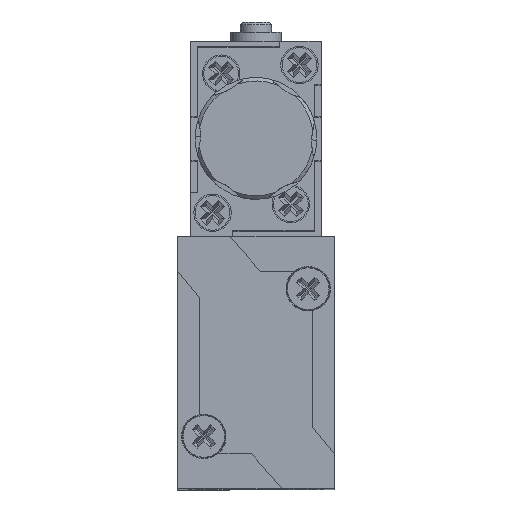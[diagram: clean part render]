
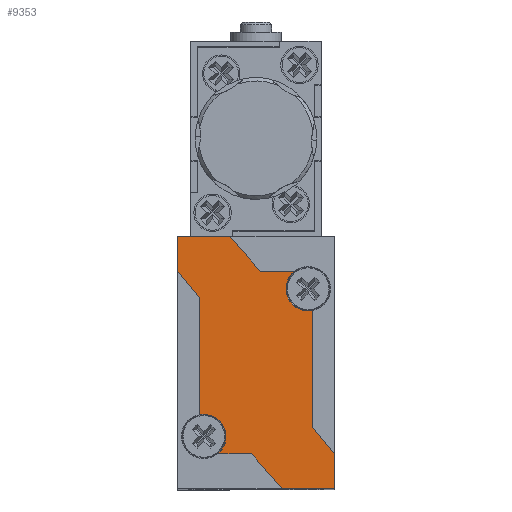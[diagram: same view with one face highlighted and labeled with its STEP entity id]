
A CAD part, top view. The second image highlights one B-rep face of the part: STEP entity #9353.
In plain terms, the highlighted planar face has unit normal (0, 0, 1).
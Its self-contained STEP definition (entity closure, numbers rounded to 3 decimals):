
#144 = VERTEX_POINT ( 'NONE', #7113 ) ;
#145 = VERTEX_POINT ( 'NONE', #7114 ) ;
#146 = VERTEX_POINT ( 'NONE', #7115 ) ;
#147 = VERTEX_POINT ( 'NONE', #7116 ) ;
#148 = VERTEX_POINT ( 'NONE', #7117 ) ;
#149 = VERTEX_POINT ( 'NONE', #7118 ) ;
#422 = ORIENTED_EDGE ( 'NONE', *, *, #1942, .T. ) ;
#423 = ORIENTED_EDGE ( 'NONE', *, *, #1985, .T. ) ;
#424 = ORIENTED_EDGE ( 'NONE', *, *, #1989, .T. ) ;
#425 = ORIENTED_EDGE ( 'NONE', *, *, #1856, .F. ) ;
#426 = ORIENTED_EDGE ( 'NONE', *, *, #2017, .F. ) ;
#427 = ORIENTED_EDGE ( 'NONE', *, *, #1992, .T. ) ;
#428 = ORIENTED_EDGE ( 'NONE', *, *, #1998, .T. ) ;
#429 = ORIENTED_EDGE ( 'NONE', *, *, #1974, .T. ) ;
#430 = ORIENTED_EDGE ( 'NONE', *, *, #1955, .T. ) ;
#431 = ORIENTED_EDGE ( 'NONE', *, *, #2002, .T. ) ;
#432 = ORIENTED_EDGE ( 'NONE', *, *, #2005, .T. ) ;
#1856 = EDGE_CURVE ( 'NONE', #8213, #8214, #10987, .T. ) ;
#1942 = EDGE_CURVE ( 'NONE', #7070, #7074, #14771, .T. ) ;
#1955 = EDGE_CURVE ( 'NONE', #7078, #7077, #14783, .T. ) ;
#1974 = EDGE_CURVE ( 'NONE', #7084, #7078, #14798, .T. ) ;
#1978 = EDGE_CURVE ( 'NONE', #7085, #7070, #14803, .T. ) ;
#1985 = EDGE_CURVE ( 'NONE', #7074, #7086, #14809, .T. ) ;
#1989 = EDGE_CURVE ( 'NONE', #7086, #8214, #14813, .T. ) ;
#1992 = EDGE_CURVE ( 'NONE', #144, #145, #14815, .T. ) ;
#1998 = EDGE_CURVE ( 'NONE', #145, #7084, #14821, .T. ) ;
#2002 = EDGE_CURVE ( 'NONE', #7077, #146, #14825, .T. ) ;
#2005 = EDGE_CURVE ( 'NONE', #146, #147, #14829, .T. ) ;
#2007 = EDGE_CURVE ( 'NONE', #148, #149, #14831, .T. ) ;
#2013 = EDGE_CURVE ( 'NONE', #149, #7085, #14837, .T. ) ;
#2016 = EDGE_CURVE ( 'NONE', #148, #147, #14839, .T. ) ;
#2017 = EDGE_CURVE ( 'NONE', #144, #8213, #14840, .T. ) ;
#2253 = AXIS2_PLACEMENT_3D ( 'NONE', #16025, #16026, #16027 ) ;
#2268 = AXIS2_PLACEMENT_3D ( 'NONE', #15167, #15168, #15169 ) ;
#2270 = AXIS2_PLACEMENT_3D ( 'NONE', #15170, #15171, #15172 ) ;
#4181 = FACE_OUTER_BOUND ( 'NONE', #5519, .T. ) ;
#5519 = EDGE_LOOP ( 'NONE', ( #13591, #13592, #13593, #13594, #422, #423, #424, #425, #426, #427, #428, #429, #430, #431, #432 ) ) ;
#6519 = AXIS2_PLACEMENT_3D ( 'NONE', #12948, #12949, #12950 ) ;
#7070 = VERTEX_POINT ( 'NONE', #11092 ) ;
#7074 = VERTEX_POINT ( 'NONE', #11096 ) ;
#7077 = VERTEX_POINT ( 'NONE', #11099 ) ;
#7078 = VERTEX_POINT ( 'NONE', #11100 ) ;
#7084 = VERTEX_POINT ( 'NONE', #11106 ) ;
#7085 = VERTEX_POINT ( 'NONE', #11107 ) ;
#7086 = VERTEX_POINT ( 'NONE', #11108 ) ;
#7113 = CARTESIAN_POINT ( 'NONE',  ( -4.403, -25., 2.5 ) ) ;
#7114 = CARTESIAN_POINT ( 'NONE',  ( -0.5, -25., 2.5 ) ) ;
#7115 = CARTESIAN_POINT ( 'NONE',  ( 6.5, -22., 2.5 ) ) ;
#7116 = CARTESIAN_POINT ( 'NONE',  ( 6.5, -8.513, 2.5 ) ) ;
#7117 = CARTESIAN_POINT ( 'NONE',  ( 4.433, -4., 2.5 ) ) ;
#7118 = CARTESIAN_POINT ( 'NONE',  ( 0.5, -4., 2.5 ) ) ;
#8213 = VERTEX_POINT ( 'NONE', #11217 ) ;
#8214 = VERTEX_POINT ( 'NONE', #11218 ) ;
#9353 = ADVANCED_FACE ( 'NONE', ( #4181 ), #12947, .T. ) ;
#10987 = CIRCLE ( 'NONE', #2253, 2.55 ) ;
#11092 = CARTESIAN_POINT ( 'NONE',  ( -9., 0., 2.5 ) ) ;
#11096 = CARTESIAN_POINT ( 'NONE',  ( -9., -4., 2.5 ) ) ;
#11099 = CARTESIAN_POINT ( 'NONE',  ( 9., -25., 2.5 ) ) ;
#11100 = CARTESIAN_POINT ( 'NONE',  ( 9., -29., 2.5 ) ) ;
#11106 = CARTESIAN_POINT ( 'NONE',  ( 3., -29., 2.5 ) ) ;
#11107 = CARTESIAN_POINT ( 'NONE',  ( -3., 0., 2.5 ) ) ;
#11108 = CARTESIAN_POINT ( 'NONE',  ( -6.5, -7., 2.5 ) ) ;
#11217 = CARTESIAN_POINT ( 'NONE',  ( -3.45, -23.012, 2.5 ) ) ;
#11218 = CARTESIAN_POINT ( 'NONE',  ( -6.5, -20.512, 2.5 ) ) ;
#12947 = PLANE ( 'NONE',  #6519 ) ;
#12948 = CARTESIAN_POINT ( 'NONE',  ( -9., -25., 2.5 ) ) ;
#12949 = DIRECTION ( 'NONE',  ( 0., 0., 1. ) ) ;
#12950 = DIRECTION ( 'NONE',  ( 1., 0., 0. ) ) ;
#13591 = ORIENTED_EDGE ( 'NONE', *, *, #2016, .F. ) ;
#13592 = ORIENTED_EDGE ( 'NONE', *, *, #2007, .T. ) ;
#13593 = ORIENTED_EDGE ( 'NONE', *, *, #2013, .T. ) ;
#13594 = ORIENTED_EDGE ( 'NONE', *, *, #1978, .T. ) ;
#14771 = LINE ( 'NONE', #15095, #14772 ) ;
#14772 = VECTOR ( 'NONE', #15096, 1000. ) ;
#14783 = LINE ( 'NONE', #15107, #14784 ) ;
#14784 = VECTOR ( 'NONE', #15108, 1000. ) ;
#14798 = LINE ( 'NONE', #15127, #14800 ) ;
#14800 = VECTOR ( 'NONE', #15128, 1000. ) ;
#14803 = LINE ( 'NONE', #15131, #14804 ) ;
#14804 = VECTOR ( 'NONE', #15132, 1000. ) ;
#14809 = LINE ( 'NONE', #15137, #14810 ) ;
#14810 = VECTOR ( 'NONE', #15138, 1000. ) ;
#14813 = LINE ( 'NONE', #15141, #14814 ) ;
#14814 = VECTOR ( 'NONE', #15142, 1000. ) ;
#14815 = LINE ( 'NONE', #15143, #14816 ) ;
#14816 = VECTOR ( 'NONE', #15144, 1000. ) ;
#14821 = LINE ( 'NONE', #15149, #14822 ) ;
#14822 = VECTOR ( 'NONE', #15150, 1000. ) ;
#14825 = LINE ( 'NONE', #15153, #14826 ) ;
#14826 = VECTOR ( 'NONE', #15154, 1000. ) ;
#14829 = LINE ( 'NONE', #15157, #14830 ) ;
#14830 = VECTOR ( 'NONE', #15158, 1000. ) ;
#14831 = LINE ( 'NONE', #15159, #14832 ) ;
#14832 = VECTOR ( 'NONE', #15160, 1000. ) ;
#14837 = LINE ( 'NONE', #15165, #14838 ) ;
#14838 = VECTOR ( 'NONE', #15166, 1000. ) ;
#14839 = CIRCLE ( 'NONE', #2268, 2.55 ) ;
#14840 = CIRCLE ( 'NONE', #2270, 2.55 ) ;
#15095 = CARTESIAN_POINT ( 'NONE',  ( -9., 0., 2.5 ) ) ;
#15096 = DIRECTION ( 'NONE',  ( 0., -1., 0. ) ) ;
#15107 = CARTESIAN_POINT ( 'NONE',  ( 9., -29., 2.5 ) ) ;
#15108 = DIRECTION ( 'NONE',  ( 0., 1., 0. ) ) ;
#15127 = CARTESIAN_POINT ( 'NONE',  ( 3., -29., 2.5 ) ) ;
#15128 = DIRECTION ( 'NONE',  ( 1., 0., 0. ) ) ;
#15131 = CARTESIAN_POINT ( 'NONE',  ( -3., 0., 2.5 ) ) ;
#15132 = DIRECTION ( 'NONE',  ( -1., 0., 0. ) ) ;
#15137 = CARTESIAN_POINT ( 'NONE',  ( -9., -4., 2.5 ) ) ;
#15138 = DIRECTION ( 'NONE',  ( 0.64, -0.768, 0. ) ) ;
#15141 = CARTESIAN_POINT ( 'NONE',  ( -6.5, -7., 2.5 ) ) ;
#15142 = DIRECTION ( 'NONE',  ( 0., -1., 0. ) ) ;
#15143 = CARTESIAN_POINT ( 'NONE',  ( -6.5, -25., 2.5 ) ) ;
#15144 = DIRECTION ( 'NONE',  ( 1., 0., 0. ) ) ;
#15149 = CARTESIAN_POINT ( 'NONE',  ( -0.5, -25., 2.5 ) ) ;
#15150 = DIRECTION ( 'NONE',  ( 0.659, -0.753, 0. ) ) ;
#15153 = CARTESIAN_POINT ( 'NONE',  ( 9., -25., 2.5 ) ) ;
#15154 = DIRECTION ( 'NONE',  ( -0.64, 0.768, 0. ) ) ;
#15157 = CARTESIAN_POINT ( 'NONE',  ( 6.5, -22., 2.5 ) ) ;
#15158 = DIRECTION ( 'NONE',  ( 0., 1., 0. ) ) ;
#15159 = CARTESIAN_POINT ( 'NONE',  ( 0.5, -4., 2.5 ) ) ;
#15160 = DIRECTION ( 'NONE',  ( -1., 0., 0. ) ) ;
#15165 = CARTESIAN_POINT ( 'NONE',  ( -3., 0., 2.5 ) ) ;
#15166 = DIRECTION ( 'NONE',  ( -0.659, 0.753, 0. ) ) ;
#15167 = CARTESIAN_POINT ( 'NONE',  ( 6., -6.012, 2.5 ) ) ;
#15168 = DIRECTION ( 'NONE',  ( 0., 0., 1. ) ) ;
#15169 = DIRECTION ( 'NONE',  ( 1., 0., 0. ) ) ;
#15170 = CARTESIAN_POINT ( 'NONE',  ( -6., -23.012, 2.5 ) ) ;
#15171 = DIRECTION ( 'NONE',  ( 0., 0., 1. ) ) ;
#15172 = DIRECTION ( 'NONE',  ( 1., 0., 0. ) ) ;
#16025 = CARTESIAN_POINT ( 'NONE',  ( -6., -23.012, 2.5 ) ) ;
#16026 = DIRECTION ( 'NONE',  ( 0., 0., 1. ) ) ;
#16027 = DIRECTION ( 'NONE',  ( 1., 0., 0. ) ) ;
